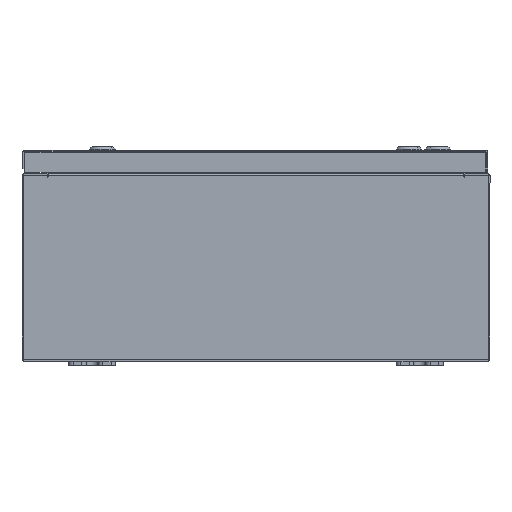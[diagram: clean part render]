
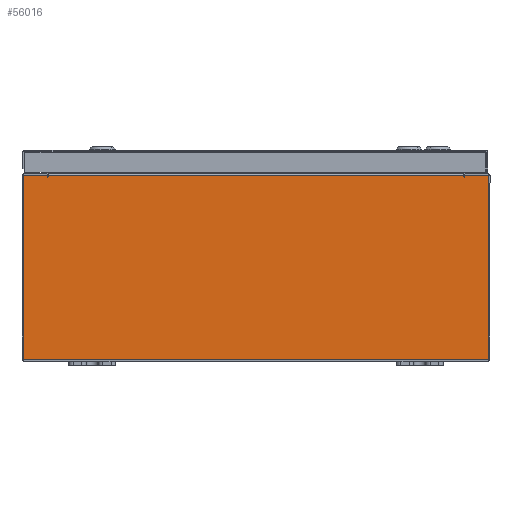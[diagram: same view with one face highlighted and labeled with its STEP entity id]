
A CAD part, front view. The second image highlights one B-rep face of the part: STEP entity #56016.
In plain terms, the highlighted face is planar.
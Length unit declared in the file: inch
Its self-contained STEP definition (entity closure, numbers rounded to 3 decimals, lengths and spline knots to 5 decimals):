
#696 = CARTESIAN_POINT ( 'NONE',  ( -9.9253, 0., 3.9253 ) ) ;
#1319 = VECTOR ( 'NONE', #58859, 39.37008 ) ;
#1461 = CARTESIAN_POINT ( 'NONE',  ( 8.8872, 0., 3.9123 ) ) ;
#1601 = LINE ( 'NONE', #57135, #13106 ) ;
#2290 = VECTOR ( 'NONE', #10157, 39.37008 ) ;
#3087 = VERTEX_POINT ( 'NONE', #21318 ) ;
#4469 = ORIENTED_EDGE ( 'NONE', *, *, #57977, .T. ) ;
#4708 = VECTOR ( 'NONE', #37478, 39.37008 ) ;
#5200 = CARTESIAN_POINT ( 'NONE',  ( -8.8872, 0., 3.9123 ) ) ;
#5333 = EDGE_CURVE ( 'NONE', #43488, #61435, #61679, .T. ) ;
#5485 = CIRCLE ( 'NONE', #26811, 0.01868 ) ;
#5601 = DIRECTION ( 'NONE',  ( 0., 0., 1. ) ) ;
#5903 = VERTEX_POINT ( 'NONE', #60883 ) ;
#6036 = ORIENTED_EDGE ( 'NONE', *, *, #17128, .T. ) ;
#6157 = DIRECTION ( 'NONE',  ( 0., 1., 0. ) ) ;
#7739 = EDGE_CURVE ( 'NONE', #32693, #12321, #26212, .T. ) ;
#8091 = CARTESIAN_POINT ( 'NONE',  ( -8.8872, 0., 0. ) ) ;
#9349 = CARTESIAN_POINT ( 'NONE',  ( 9.9253, 0., -3.9253 ) ) ;
#10044 = LINE ( 'NONE', #40356, #49187 ) ;
#10157 = DIRECTION ( 'NONE',  ( 1., 0., 0. ) ) ;
#10973 = DIRECTION ( 'NONE',  ( -1., 0., 0. ) ) ;
#11850 = LINE ( 'NONE', #58961, #52528 ) ;
#12321 = VERTEX_POINT ( 'NONE', #1461 ) ;
#13106 = VECTOR ( 'NONE', #62050, 39.37008 ) ;
#13510 = CARTESIAN_POINT ( 'NONE',  ( 8.92455, 0., 3.9253 ) ) ;
#14452 = CARTESIAN_POINT ( 'NONE',  ( -8.8872, 0., 3.9123 ) ) ;
#16752 = CARTESIAN_POINT ( 'NONE',  ( 8.8872, 0., 3.87495 ) ) ;
#16981 = ORIENTED_EDGE ( 'NONE', *, *, #56870, .F. ) ;
#17128 = EDGE_CURVE ( 'NONE', #53337, #49586, #21110, .T. ) ;
#17576 = AXIS2_PLACEMENT_3D ( 'NONE', #35565, #6157, #40519 ) ;
#18035 = CARTESIAN_POINT ( 'NONE',  ( -9.9253, 0., 3.9253 ) ) ;
#18415 = EDGE_CURVE ( 'NONE', #61435, #49586, #11850, .T. ) ;
#20082 = CARTESIAN_POINT ( 'NONE',  ( 8.92455, 0., 3.87495 ) ) ;
#20125 = CARTESIAN_POINT ( 'NONE',  ( 8.8872, 0., 0. ) ) ;
#21110 = LINE ( 'NONE', #18035, #44154 ) ;
#21243 = ORIENTED_EDGE ( 'NONE', *, *, #45378, .T. ) ;
#21318 = CARTESIAN_POINT ( 'NONE',  ( -9.9253, 0., -3.9253 ) ) ;
#21682 = CARTESIAN_POINT ( 'NONE',  ( 0., 0., 0. ) ) ;
#22913 = DIRECTION ( 'NONE',  ( 0., 1., 0. ) ) ;
#22973 = DIRECTION ( 'NONE',  ( 1., 0., 0. ) ) ;
#24345 = LINE ( 'NONE', #696, #34311 ) ;
#24542 = CARTESIAN_POINT ( 'NONE',  ( 8.92455, 0., 0. ) ) ;
#24663 = VECTOR ( 'NONE', #30191, 39.37008 ) ;
#24747 = DIRECTION ( 'NONE',  ( 0., 0., -1. ) ) ;
#26212 = LINE ( 'NONE', #20125, #24663 ) ;
#26416 = PLANE ( 'NONE',  #42883 ) ;
#26577 = ORIENTED_EDGE ( 'NONE', *, *, #48586, .F. ) ;
#26620 = DIRECTION ( 'NONE',  ( 0., -1., 0. ) ) ;
#26811 = AXIS2_PLACEMENT_3D ( 'NONE', #52307, #22913, #57227 ) ;
#26855 = VERTEX_POINT ( 'NONE', #9349 ) ;
#29558 = DIRECTION ( 'NONE',  ( 0., 0., 1. ) ) ;
#30191 = DIRECTION ( 'NONE',  ( 0., 0., 1. ) ) ;
#30987 = ORIENTED_EDGE ( 'NONE', *, *, #36581, .T. ) ;
#32693 = VERTEX_POINT ( 'NONE', #16752 ) ;
#33930 = EDGE_CURVE ( 'NONE', #61599, #12321, #46021, .T. ) ;
#34311 = VECTOR ( 'NONE', #5601, 39.37008 ) ;
#35565 = CARTESIAN_POINT ( 'NONE',  ( -8.90587, 0., 3.87495 ) ) ;
#36200 = LINE ( 'NONE', #59051, #62292 ) ;
#36581 = EDGE_CURVE ( 'NONE', #3087, #53337, #24345, .T. ) ;
#37478 = DIRECTION ( 'NONE',  ( 0., 0., -1. ) ) ;
#38558 = ORIENTED_EDGE ( 'NONE', *, *, #18415, .F. ) ;
#38929 = LINE ( 'NONE', #24542, #1319 ) ;
#40108 = VERTEX_POINT ( 'NONE', #20082 ) ;
#40356 = CARTESIAN_POINT ( 'NONE',  ( -9.9253, 0., -3.9253 ) ) ;
#40478 = CARTESIAN_POINT ( 'NONE',  ( -9.9253, 0., 3.9253 ) ) ;
#40519 = DIRECTION ( 'NONE',  ( 0., 0., -1. ) ) ;
#41835 = ORIENTED_EDGE ( 'NONE', *, *, #33930, .T. ) ;
#42883 = AXIS2_PLACEMENT_3D ( 'NONE', #21682, #26620, #60940 ) ;
#43488 = VERTEX_POINT ( 'NONE', #50254 ) ;
#43732 = ORIENTED_EDGE ( 'NONE', *, *, #46370, .T. ) ;
#44154 = VECTOR ( 'NONE', #22973, 39.37008 ) ;
#44173 = ORIENTED_EDGE ( 'NONE', *, *, #55054, .F. ) ;
#45336 = ORIENTED_EDGE ( 'NONE', *, *, #7739, .F. ) ;
#45378 = EDGE_CURVE ( 'NONE', #5903, #26855, #36200, .T. ) ;
#45390 = LINE ( 'NONE', #8091, #4708 ) ;
#46021 = LINE ( 'NONE', #5200, #2290 ) ;
#46370 = EDGE_CURVE ( 'NONE', #26855, #3087, #10044, .T. ) ;
#46816 = ORIENTED_EDGE ( 'NONE', *, *, #5333, .F. ) ;
#48586 = EDGE_CURVE ( 'NONE', #56180, #40108, #38929, .T. ) ;
#49187 = VECTOR ( 'NONE', #10973, 39.37008 ) ;
#49586 = VERTEX_POINT ( 'NONE', #51851 ) ;
#50254 = CARTESIAN_POINT ( 'NONE',  ( -8.8872, 0., 3.87495 ) ) ;
#50366 = EDGE_LOOP ( 'NONE', ( #38558, #46816, #16981, #41835, #45336, #44173, #26577, #4469, #21243, #43732, #30987, #6036 ) ) ;
#51851 = CARTESIAN_POINT ( 'NONE',  ( -8.92455, 0., 3.9253 ) ) ;
#52307 = CARTESIAN_POINT ( 'NONE',  ( 8.90588, 0., 3.87495 ) ) ;
#52528 = VECTOR ( 'NONE', #29558, 39.37008 ) ;
#52888 = CARTESIAN_POINT ( 'NONE',  ( -8.92455, 0., 3.87495 ) ) ;
#53042 = FACE_OUTER_BOUND ( 'NONE', #50366, .T. ) ;
#53337 = VERTEX_POINT ( 'NONE', #40478 ) ;
#55054 = EDGE_CURVE ( 'NONE', #40108, #32693, #5485, .T. ) ;
#56016 = ADVANCED_FACE ( 'NONE', ( #53042 ), #26416, .F. ) ;
#56180 = VERTEX_POINT ( 'NONE', #13510 ) ;
#56870 = EDGE_CURVE ( 'NONE', #61599, #43488, #45390, .T. ) ;
#57135 = CARTESIAN_POINT ( 'NONE',  ( -9.9253, 0., 3.9253 ) ) ;
#57227 = DIRECTION ( 'NONE',  ( 0., 0., -1. ) ) ;
#57977 = EDGE_CURVE ( 'NONE', #56180, #5903, #1601, .T. ) ;
#58859 = DIRECTION ( 'NONE',  ( 0., 0., -1. ) ) ;
#58961 = CARTESIAN_POINT ( 'NONE',  ( -8.92455, 0., 0. ) ) ;
#59051 = CARTESIAN_POINT ( 'NONE',  ( 9.9253, 0., 3.9253 ) ) ;
#60883 = CARTESIAN_POINT ( 'NONE',  ( 9.9253, 0., 3.9253 ) ) ;
#60940 = DIRECTION ( 'NONE',  ( 0., 0., -1. ) ) ;
#61435 = VERTEX_POINT ( 'NONE', #52888 ) ;
#61599 = VERTEX_POINT ( 'NONE', #14452 ) ;
#61679 = CIRCLE ( 'NONE', #17576, 0.01868 ) ;
#62050 = DIRECTION ( 'NONE',  ( 1., 0., 0. ) ) ;
#62292 = VECTOR ( 'NONE', #24747, 39.37008 ) ;
